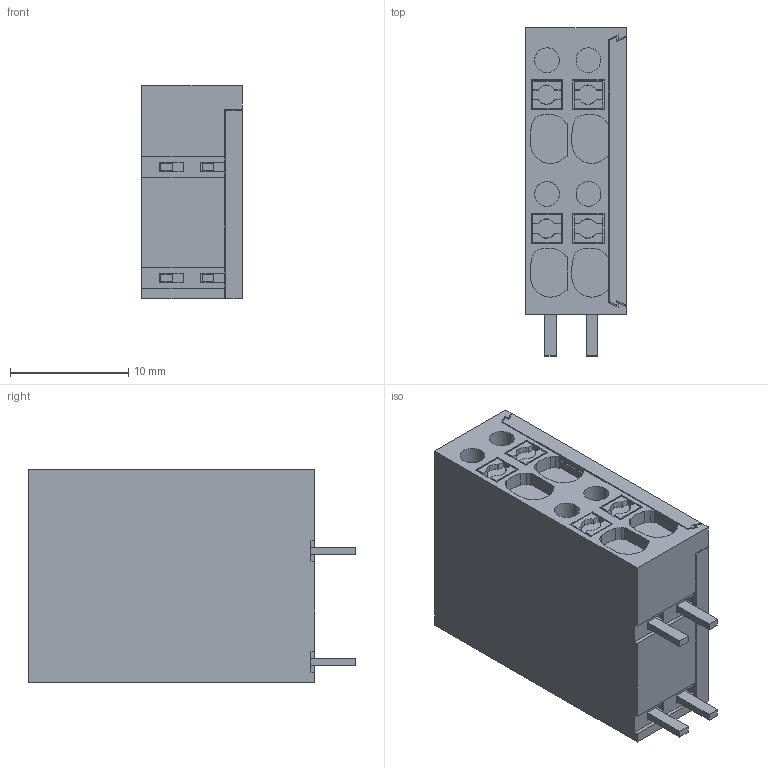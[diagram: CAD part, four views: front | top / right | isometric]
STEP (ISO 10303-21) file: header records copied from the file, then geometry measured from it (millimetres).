
FILE_DESCRIPTION(('CATIA V5R24 STEP','CAx-IF Rec.Pracs.--- Model Styling and Organization---1.2---2011-12-15'),'2;1');
FILE_NAME ('D1461282_0_2000940000_2000940000.stp','2017-04-11T08:39:14+00:00',('none'),('Weidmueller'),'CATIA Version 5-6 Release 2014 SP4 HF52','CATIA V5 STEP AP214','none');
FILE_SCHEMA(('AUTOMOTIVE_DESIGN { 1 0 10303 214 1 1 1 1 }'));
Length unit declared in the file: millimetre
Products named in the file (1): 2000940000_S
Bounding box: 8.5 x 27.7 x 18 mm (x, y, z)
Volume: 3596.8 mm3; surface area: 2109.6 mm2
Topology: 9 solids, 9 shells, 240 faces, 632 edges, 418 vertices
Faces by surface type: plane 192, cylinder 32, cone 16
Entity records: 7442 total; most frequent: CARTESIAN_POINT 1567, ORIENTED_EDGE 1264, DIRECTION 983, EDGE_CURVE 632, VECTOR 520, LINE 520, VERTEX_POINT 418, AXIS2_PLACEMENT_3D 268
